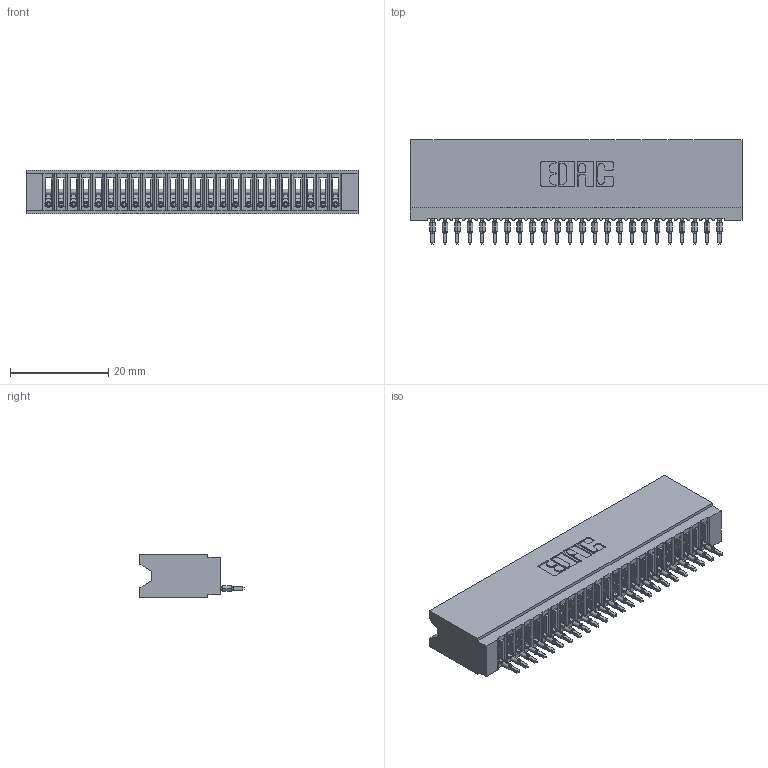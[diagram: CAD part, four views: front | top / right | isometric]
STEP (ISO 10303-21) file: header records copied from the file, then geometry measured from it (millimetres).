
FILE_DESCRIPTION (( 'STEP AP203' ), '1' );
FILE_NAME ('745-024-525-106.STEP', '2026-02-25T16:56:00', ( '' ), ( '' ), 'SwSTEP 2.0', 'SolidWorks 2023', '' );
FILE_SCHEMA (( 'CONFIG_CONTROL_DESIGN' ));
Length unit declared in the file: millimetre
Products named in the file (3): 745 Part_Insulator Option - 06; 745-024-525-106; 745-292-001_525
Assembly tree (25 placements, depth 2):
  745-024-525-106
    745 Part_Insulator Option - 06
    745-292-001_525  x24
Bounding box: 67.56 x 21.22 x 8.89 mm (x, y, z)
Volume: 5929.2 mm3; surface area: 10667.4 mm2
Topology: 25 solids, 25 shells, 2784 faces, 7652 edges, 4828 vertices
Faces by surface type: plane 1664, cylinder 496, bspline 480, torus 144
Entity records: 42114 total; most frequent: CARTESIAN_POINT 7922, ORIENTED_EDGE 7346, DIRECTION 6385, EDGE_CURVE 3673, VECTOR 3347, LINE 3347, VERTEX_POINT 2344, AXIS2_PLACEMENT_3D 1519
